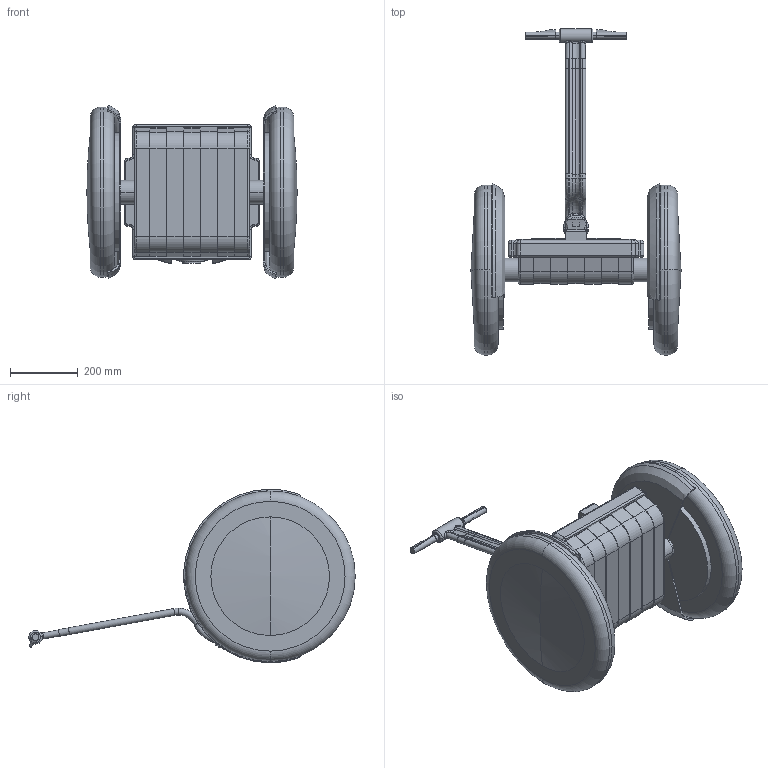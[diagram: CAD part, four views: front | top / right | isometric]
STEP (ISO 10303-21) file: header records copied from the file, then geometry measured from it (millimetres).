
FILE_DESCRIPTION (( 'STEP AP203' ), '1' );
FILE_NAME ('Assem1.STEP', '2017-08-10T11:36:05', ( '' ), ( '' ), 'SwSTEP 2.0', 'SolidWorks 2016', '' );
FILE_SCHEMA (( 'CONFIG_CONTROL_DESIGN' ));
Length unit declared in the file: millimetre
Products named in the file (15): Part10^Assem1; Part2^Assem1; Part13^Assem1; Part3^Assem1; Assem1; Part14^Assem1; Part4^Assem1; Part15^Assem1; Part5^Assem1; Part16^Assem1; Part6^Assem1; Part7^Assem1; Part8^Assem1; Part9^Assem1; Part1^Assem1
Assembly tree (20 placements, depth 2):
  Assem1
    Part1^Assem1
    Part2^Assem1  x2
    Part3^Assem1  x2
    Part4^Assem1
    Part5^Assem1
    Part6^Assem1
    Part7^Assem1
    Part8^Assem1
    Part9^Assem1
    Part10^Assem1  x2
    Part13^Assem1  x2
    Part14^Assem1  x2
    Part15^Assem1
    Part16^Assem1  x2
Bounding box: 620 x 963.04 x 511.36 mm (x, y, z)
Volume: 42098063.5 mm3; surface area: 3664044.2 mm2
Topology: 39 solids, 39 shells, 663 faces, 1518 edges, 934 vertices
Faces by surface type: plane 346, cylinder 178, torus 64, bspline 53, sphere 12, cone 10
Entity records: 22017 total; most frequent: CARTESIAN_POINT 8885, DIRECTION 2368, ORIENTED_EDGE 2344, EDGE_CURVE 1172, AXIS2_PLACEMENT_3D 845, VERTEX_POINT 725, LINE 678, VECTOR 678
